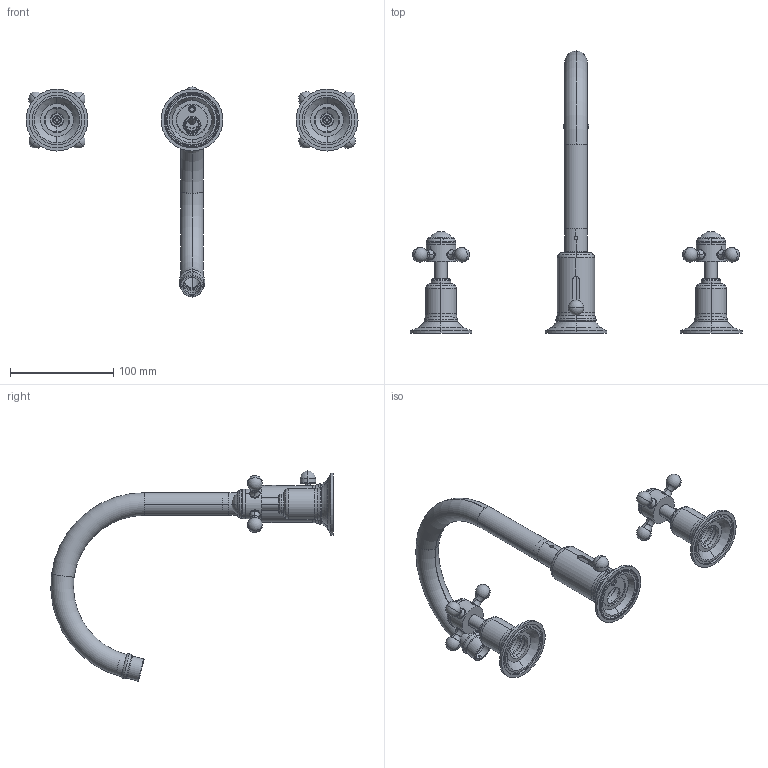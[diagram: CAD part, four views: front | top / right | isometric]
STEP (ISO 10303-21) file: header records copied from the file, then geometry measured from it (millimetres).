
FILE_DESCRIPTION((''),'2;1');
FILE_NAME('76191_ASM','2018-08-07T',('MQ'),(''),'PRO/ENGINEER BY PARAMETRIC TECHNOLOGY CORPORATION, 2012130','PRO/ENGINEER BY PARAMETRIC TECHNOLOGY CORPORATION, 2012130','');
FILE_SCHEMA(('CONFIG_CONTROL_DESIGN'));
Length unit declared in the file: millimetre
Products named in the file (36): MANIFOLD_SOLID_BREP_1727; MANIFOLD_SOLID_BREP_1729; MANIFOLD_SOLID_BREP_1730; MANIFOLD_SOLID_BREP_1734; MANIFOLD_SOLID_BREP_1735; MANIFOLD_SOLID_BREP_1736; MANIFOLD_SOLID_BREP_1737; MANIFOLD_SOLID_BREP_1738; MANIFOLD_SOLID_BREP_1739; MANIFOLD_SOLID_BREP_1741; MANIFOLD_SOLID_BREP_1742; MANIFOLD_SOLID_BREP_1744; MANIFOLD_SOLID_BREP_1745; MANIFOLD_SOLID_BREP_1746; MANIFOLD_SOLID_BREP_1747; MANIFOLD_SOLID_BREP_1748; MANIFOLD_SOLID_BREP_1749; MANIFOLD_SOLID_BREP_1759; MANIFOLD_SOLID_BREP_1760; MANIFOLD_SOLID_BREP_1761; MANIFOLD_SOLID_BREP_1762; MANIFOLD_SOLID_BREP_1763; MANIFOLD_SOLID_BREP_1765; MANIFOLD_SOLID_BREP_1766; MANIFOLD_SOLID_BREP_1769; MANIFOLD_SOLID_BREP_1770; MANIFOLD_SOLID_BREP_1771; MANIFOLD_SOLID_BREP_1772; MANIFOLD_SOLID_BREP_1774; MANIFOLD_SOLID_BREP_1776; MANIFOLD_SOLID_BREP_1777; MANIFOLD_SOLID_BREP_1778; MANIFOLD_SOLID_BREP_1784; MANIFOLD_SOLID_BREP_1785; ADMI8CBDCPFU_ASM; 76191_ASM
Assembly tree (35 placements, depth 3):
  76191_ASM
    ADMI8CBDCPFU_ASM
      MANIFOLD_SOLID_BREP_1727
      MANIFOLD_SOLID_BREP_1729
      MANIFOLD_SOLID_BREP_1730
      MANIFOLD_SOLID_BREP_1734
      MANIFOLD_SOLID_BREP_1735
      MANIFOLD_SOLID_BREP_1736
      MANIFOLD_SOLID_BREP_1737
      MANIFOLD_SOLID_BREP_1738
      MANIFOLD_SOLID_BREP_1739
      MANIFOLD_SOLID_BREP_1741
      MANIFOLD_SOLID_BREP_1742
      MANIFOLD_SOLID_BREP_1744
      MANIFOLD_SOLID_BREP_1745
      MANIFOLD_SOLID_BREP_1746
      MANIFOLD_SOLID_BREP_1747
      MANIFOLD_SOLID_BREP_1748
      MANIFOLD_SOLID_BREP_1749
      MANIFOLD_SOLID_BREP_1759
      MANIFOLD_SOLID_BREP_1760
      MANIFOLD_SOLID_BREP_1761
      MANIFOLD_SOLID_BREP_1762
      MANIFOLD_SOLID_BREP_1763
      MANIFOLD_SOLID_BREP_1765
      MANIFOLD_SOLID_BREP_1766
      MANIFOLD_SOLID_BREP_1769
      MANIFOLD_SOLID_BREP_1770
      MANIFOLD_SOLID_BREP_1771
      MANIFOLD_SOLID_BREP_1772
      MANIFOLD_SOLID_BREP_1774
      MANIFOLD_SOLID_BREP_1776
      MANIFOLD_SOLID_BREP_1777
      MANIFOLD_SOLID_BREP_1778
      MANIFOLD_SOLID_BREP_1784
      MANIFOLD_SOLID_BREP_1785
Bounding box: 321.5 x 273.45 x 203.4 mm (x, y, z)
Volume: 155085.5 mm3; surface area: 140053.7 mm2
Topology: 34 solids, 34 shells, 900 faces, 2068 edges, 1259 vertices
Faces by surface type: cylinder 292, plane 288, torus 148, cone 144, sphere 28
Entity records: 26965 total; most frequent: DIRECTION 5134, CARTESIAN_POINT 5100, ORIENTED_EDGE 4012, AXIS2_PLACEMENT_3D 2169, EDGE_CURVE 2006, VERTEX_POINT 1256, CIRCLE 1164, EDGE_LOOP 1032
